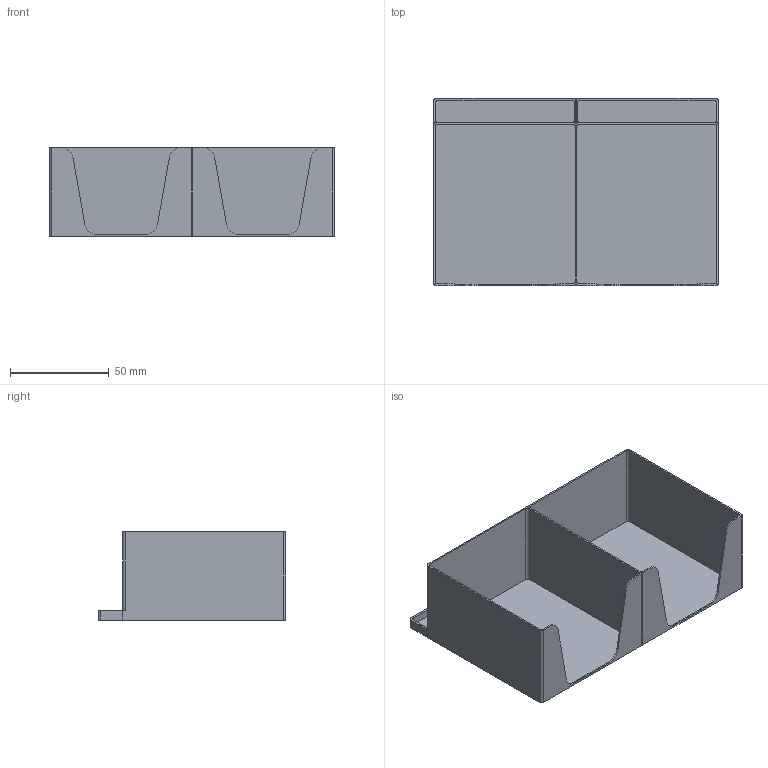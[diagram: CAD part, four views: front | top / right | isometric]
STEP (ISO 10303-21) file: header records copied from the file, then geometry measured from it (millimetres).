
FILE_DESCRIPTION(('FreeCAD Model'),'2;1');
FILE_NAME('Open CASCADE Shape Model','2025-01-06T12:19:25',(''),(''), 'Open CASCADE STEP processor 7.7','FreeCAD','Unknown');
FILE_SCHEMA(('AUTOMOTIVE_DESIGN { 1 0 10303 214 1 1 1 1 }'));
Length unit declared in the file: millimetre
Products named in the file (1): ghost-cards
Bounding box: 144.4 x 95 x 44.8 mm (x, y, z)
Volume: 27943.2 mm3; surface area: 68253.2 mm2
Topology: 1 solids, 1 shells, 86 faces, 226 edges, 144 vertices
Faces by surface type: plane 56, cylinder 30
Entity records: 2652 total; most frequent: DIRECTION 460, CARTESIAN_POINT 457, ORIENTED_EDGE 452, EDGE_CURVE 226, LINE 166, VECTOR 166, AXIS2_PLACEMENT_3D 147, VERTEX_POINT 144
